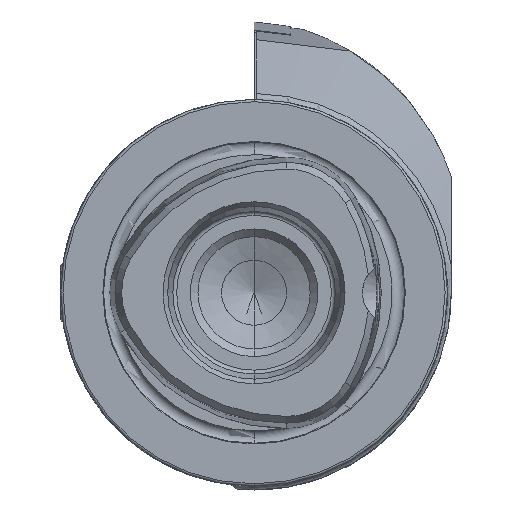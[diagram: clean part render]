
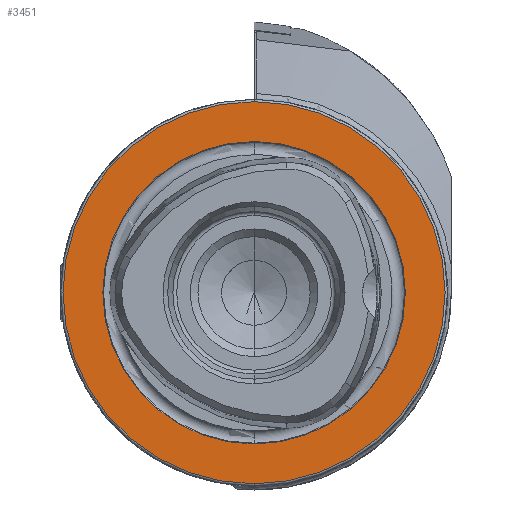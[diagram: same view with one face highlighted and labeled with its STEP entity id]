
A CAD part, left-side view. The second image highlights one B-rep face of the part: STEP entity #3451.
In plain terms, the highlighted planar face has unit normal (-1, 0, 0).
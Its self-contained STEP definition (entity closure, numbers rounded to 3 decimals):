
#670 = VERTEX_POINT ( 'NONE', #3837 ) ;
#1169 = VERTEX_POINT ( 'NONE', #1759 ) ;
#1754 = DIRECTION ( 'NONE',  ( 0., 0., 1. ) ) ;
#1759 = CARTESIAN_POINT ( 'NONE',  ( 0., 0., -19.55 ) ) ;
#1794 = DIRECTION ( 'NONE',  ( -1., 0., 0. ) ) ;
#1797 = EDGE_LOOP ( 'NONE', ( #9594, #5084 ) ) ;
#1910 = CIRCLE ( 'NONE', #8567, 24.7 ) ;
#1917 = DIRECTION ( 'NONE',  ( -1., 0., 0. ) ) ;
#2419 = FACE_OUTER_BOUND ( 'NONE', #5345, .T. ) ;
#2465 = CARTESIAN_POINT ( 'NONE',  ( 0., 0., 19.55 ) ) ;
#2566 = CIRCLE ( 'NONE', #8509, 19.55 ) ;
#2764 = DIRECTION ( 'NONE',  ( 0., 0., 1. ) ) ;
#3451 = ADVANCED_FACE ( 'NONE', ( #4996, #2419 ), #12156, .F. ) ;
#3476 = VERTEX_POINT ( 'NONE', #9974 ) ;
#3837 = CARTESIAN_POINT ( 'NONE',  ( 0., 0., 24.7 ) ) ;
#3855 = VERTEX_POINT ( 'NONE', #2465 ) ;
#4906 = CIRCLE ( 'NONE', #8162, 19.55 ) ;
#4996 = FACE_BOUND ( 'NONE', #1797, .T. ) ;
#5084 = ORIENTED_EDGE ( 'NONE', *, *, #7861, .F. ) ;
#5149 = DIRECTION ( 'NONE',  ( -1., 0., 0. ) ) ;
#5180 = ORIENTED_EDGE ( 'NONE', *, *, #8646, .T. ) ;
#5183 = DIRECTION ( 'NONE',  ( 0., 0., 1. ) ) ;
#5240 = AXIS2_PLACEMENT_3D ( 'NONE', #8265, #11152, #7253 ) ;
#5247 = AXIS2_PLACEMENT_3D ( 'NONE', #10961, #5149, #6119 ) ;
#5345 = EDGE_LOOP ( 'NONE', ( #9174, #5180 ) ) ;
#5416 = EDGE_CURVE ( 'NONE', #3855, #1169, #4906, .T. ) ;
#6119 = DIRECTION ( 'NONE',  ( 0., 0., 1. ) ) ;
#6194 = CARTESIAN_POINT ( 'NONE',  ( 0., 0., 0. ) ) ;
#6609 = CARTESIAN_POINT ( 'NONE',  ( 0., 0., 0. ) ) ;
#7170 = DIRECTION ( 'NONE',  ( -1., 0., 0. ) ) ;
#7253 = DIRECTION ( 'NONE',  ( 0., 0., -1. ) ) ;
#7861 = EDGE_CURVE ( 'NONE', #1169, #3855, #2566, .T. ) ;
#8162 = AXIS2_PLACEMENT_3D ( 'NONE', #6194, #7170, #5183 ) ;
#8265 = CARTESIAN_POINT ( 'NONE',  ( 0., 19.55, 0. ) ) ;
#8509 = AXIS2_PLACEMENT_3D ( 'NONE', #6609, #1794, #2764 ) ;
#8567 = AXIS2_PLACEMENT_3D ( 'NONE', #10641, #1917, #1754 ) ;
#8646 = EDGE_CURVE ( 'NONE', #3476, #670, #9006, .T. ) ;
#9006 = CIRCLE ( 'NONE', #5247, 24.7 ) ;
#9174 = ORIENTED_EDGE ( 'NONE', *, *, #9409, .T. ) ;
#9409 = EDGE_CURVE ( 'NONE', #670, #3476, #1910, .T. ) ;
#9594 = ORIENTED_EDGE ( 'NONE', *, *, #5416, .F. ) ;
#9974 = CARTESIAN_POINT ( 'NONE',  ( 0., 0., -24.7 ) ) ;
#10641 = CARTESIAN_POINT ( 'NONE',  ( 0., 0., 0. ) ) ;
#10961 = CARTESIAN_POINT ( 'NONE',  ( 0., 0., 0. ) ) ;
#11152 = DIRECTION ( 'NONE',  ( 1., 0., 0. ) ) ;
#12156 = PLANE ( 'NONE',  #5240 ) ;
